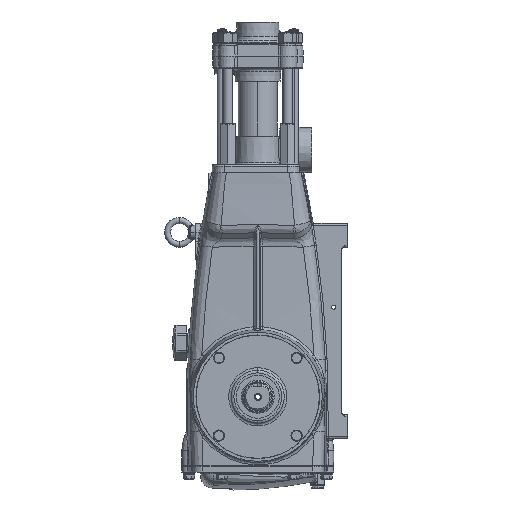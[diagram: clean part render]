
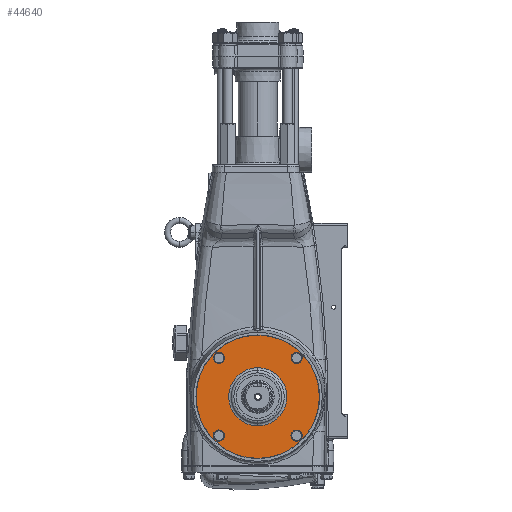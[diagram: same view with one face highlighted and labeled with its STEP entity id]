
A CAD part, left-side view. The second image highlights one B-rep face of the part: STEP entity #44640.
In plain terms, the highlighted planar face has unit normal (-1, 0, 0).
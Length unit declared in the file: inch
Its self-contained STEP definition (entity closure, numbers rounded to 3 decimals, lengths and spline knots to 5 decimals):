
#517 = CARTESIAN_POINT ( 'NONE',  ( -7.44094, -2.56117, 2.56117 ) ) ;
#1611 = DIRECTION ( 'NONE',  ( 0., -1., 0. ) ) ;
#2271 = AXIS2_PLACEMENT_3D ( 'NONE', #62822, #16806, #27166 ) ;
#2666 = EDGE_CURVE ( 'NONE', #83217, #61317, #103869, .T. ) ;
#2700 = CARTESIAN_POINT ( 'NONE',  ( -7.44094, 0., 1.91576 ) ) ;
#3242 = CIRCLE ( 'NONE', #30832, 0.21654 ) ;
#3810 = FACE_OUTER_BOUND ( 'NONE', #9197, .T. ) ;
#4398 = EDGE_CURVE ( 'NONE', #86509, #61909, #97793, .T. ) ;
#9197 = EDGE_LOOP ( 'NONE', ( #49065, #78538 ) ) ;
#9676 = CIRCLE ( 'NONE', #2271, 1.91576 ) ;
#11088 = EDGE_CURVE ( 'NONE', #34828, #110326, #3242, .T. ) ;
#11373 = CARTESIAN_POINT ( 'NONE',  ( -7.44094, -2.34464, -2.56117 ) ) ;
#13005 = CARTESIAN_POINT ( 'NONE',  ( -7.44094, 2.34464, 2.56117 ) ) ;
#13734 = DIRECTION ( 'NONE',  ( 0., 0., 1. ) ) ;
#14168 = EDGE_CURVE ( 'NONE', #71124, #112062, #98754, .T. ) ;
#14360 = EDGE_LOOP ( 'NONE', ( #96516, #113922 ) ) ;
#14865 = DIRECTION ( 'NONE',  ( 0., 1., 0. ) ) ;
#15107 = DIRECTION ( 'NONE',  ( 0., 0., -1. ) ) ;
#15274 = FACE_BOUND ( 'NONE', #36991, .T. ) ;
#15759 = DIRECTION ( 'NONE',  ( 1., 0., 0. ) ) ;
#16806 = DIRECTION ( 'NONE',  ( 1., 0., 0. ) ) ;
#18874 = DIRECTION ( 'NONE',  ( 1., 0., 0. ) ) ;
#23371 = PLANE ( 'NONE',  #96842 ) ;
#23930 = FACE_BOUND ( 'NONE', #34473, .T. ) ;
#25398 = AXIS2_PLACEMENT_3D ( 'NONE', #42543, #44796, #80000 ) ;
#25683 = EDGE_LOOP ( 'NONE', ( #95918, #84756 ) ) ;
#26189 = CIRCLE ( 'NONE', #40904, 1.91576 ) ;
#26923 = DIRECTION ( 'NONE',  ( 0., 0., -1. ) ) ;
#27166 = DIRECTION ( 'NONE',  ( 0., 0., -1. ) ) ;
#29114 = ORIENTED_EDGE ( 'NONE', *, *, #85450, .T. ) ;
#30832 = AXIS2_PLACEMENT_3D ( 'NONE', #102236, #109153, #56649 ) ;
#31825 = CIRCLE ( 'NONE', #35548, 4.05512 ) ;
#33297 = EDGE_LOOP ( 'NONE', ( #77306, #98623 ) ) ;
#34473 = EDGE_LOOP ( 'NONE', ( #29114, #86897 ) ) ;
#34828 = VERTEX_POINT ( 'NONE', #58235 ) ;
#35548 = AXIS2_PLACEMENT_3D ( 'NONE', #59165, #85710, #58038 ) ;
#36991 = EDGE_LOOP ( 'NONE', ( #62363, #93311 ) ) ;
#37340 = AXIS2_PLACEMENT_3D ( 'NONE', #65584, #101349, #13734 ) ;
#37797 = CIRCLE ( 'NONE', #50697, 0.21654 ) ;
#37870 = CARTESIAN_POINT ( 'NONE',  ( -7.44094, 0., -4.05512 ) ) ;
#40748 = CIRCLE ( 'NONE', #42535, 0.21654 ) ;
#40904 = AXIS2_PLACEMENT_3D ( 'NONE', #78206, #71836, #26923 ) ;
#41193 = FACE_BOUND ( 'NONE', #25683, .T. ) ;
#42535 = AXIS2_PLACEMENT_3D ( 'NONE', #517, #103699, #114036 ) ;
#42543 = CARTESIAN_POINT ( 'NONE',  ( -7.44094, -2.56117, -2.56117 ) ) ;
#43289 = DIRECTION ( 'NONE',  ( 1., 0., 0. ) ) ;
#44640 = ADVANCED_FACE ( 'NONE', ( #23930, #41193, #94234, #49265, #15274, #3810 ), #23371, .F. ) ;
#44743 = CIRCLE ( 'NONE', #37340, 4.05512 ) ;
#44796 = DIRECTION ( 'NONE',  ( 1., 0., 0. ) ) ;
#45551 = CARTESIAN_POINT ( 'NONE',  ( -7.44094, 2.56117, -2.34464 ) ) ;
#49065 = ORIENTED_EDGE ( 'NONE', *, *, #57249, .T. ) ;
#49265 = FACE_BOUND ( 'NONE', #33297, .T. ) ;
#50194 = CARTESIAN_POINT ( 'NONE',  ( -7.44094, 2.56117, -2.56117 ) ) ;
#50697 = AXIS2_PLACEMENT_3D ( 'NONE', #99708, #100275, #108919 ) ;
#51117 = VERTEX_POINT ( 'NONE', #112002 ) ;
#52295 = CARTESIAN_POINT ( 'NONE',  ( -7.44094, -2.56117, -2.56117 ) ) ;
#55993 = EDGE_CURVE ( 'NONE', #63948, #75403, #9676, .T. ) ;
#56649 = DIRECTION ( 'NONE',  ( 0., 0., 1. ) ) ;
#57249 = EDGE_CURVE ( 'NONE', #51117, #109950, #31825, .T. ) ;
#57467 = DIRECTION ( 'NONE',  ( 1., 0., 0. ) ) ;
#58038 = DIRECTION ( 'NONE',  ( 0., 0., 1. ) ) ;
#58235 = CARTESIAN_POINT ( 'NONE',  ( -7.44094, -2.56117, 2.34464 ) ) ;
#58471 = CARTESIAN_POINT ( 'NONE',  ( -7.44094, 4.05512, 0. ) ) ;
#59165 = CARTESIAN_POINT ( 'NONE',  ( -7.44094, 0., 0. ) ) ;
#59446 = AXIS2_PLACEMENT_3D ( 'NONE', #50194, #43289, #15107 ) ;
#59509 = CARTESIAN_POINT ( 'NONE',  ( -7.44094, 2.56117, -2.56117 ) ) ;
#61317 = VERTEX_POINT ( 'NONE', #96050 ) ;
#61909 = VERTEX_POINT ( 'NONE', #13005 ) ;
#62330 = CARTESIAN_POINT ( 'NONE',  ( -7.44094, 0., -1.91576 ) ) ;
#62363 = ORIENTED_EDGE ( 'NONE', *, *, #100644, .T. ) ;
#62822 = CARTESIAN_POINT ( 'NONE',  ( -7.44094, 0., 0. ) ) ;
#63948 = VERTEX_POINT ( 'NONE', #2700 ) ;
#65584 = CARTESIAN_POINT ( 'NONE',  ( -7.44094, 0., 0. ) ) ;
#71124 = VERTEX_POINT ( 'NONE', #111725 ) ;
#71836 = DIRECTION ( 'NONE',  ( 1., 0., 0. ) ) ;
#72324 = CIRCLE ( 'NONE', #59446, 0.21654 ) ;
#72903 = AXIS2_PLACEMENT_3D ( 'NONE', #59509, #15759, #76281 ) ;
#75088 = CIRCLE ( 'NONE', #25398, 0.21654 ) ;
#75403 = VERTEX_POINT ( 'NONE', #62330 ) ;
#76281 = DIRECTION ( 'NONE',  ( 0., 0., -1. ) ) ;
#77306 = ORIENTED_EDGE ( 'NONE', *, *, #14168, .T. ) ;
#78206 = CARTESIAN_POINT ( 'NONE',  ( -7.44094, 0., 0. ) ) ;
#78538 = ORIENTED_EDGE ( 'NONE', *, *, #101679, .T. ) ;
#80000 = DIRECTION ( 'NONE',  ( 0., -1., 0. ) ) ;
#83217 = VERTEX_POINT ( 'NONE', #11373 ) ;
#84756 = ORIENTED_EDGE ( 'NONE', *, *, #11088, .T. ) ;
#85450 = EDGE_CURVE ( 'NONE', #61317, #83217, #75088, .T. ) ;
#85710 = DIRECTION ( 'NONE',  ( -1., 0., 0. ) ) ;
#86509 = VERTEX_POINT ( 'NONE', #101140 ) ;
#86897 = ORIENTED_EDGE ( 'NONE', *, *, #2666, .T. ) ;
#88588 = AXIS2_PLACEMENT_3D ( 'NONE', #109407, #57467, #14865 ) ;
#92533 = DIRECTION ( 'NONE',  ( 1., 0., 0. ) ) ;
#93311 = ORIENTED_EDGE ( 'NONE', *, *, #55993, .T. ) ;
#94234 = FACE_BOUND ( 'NONE', #14360, .T. ) ;
#95918 = ORIENTED_EDGE ( 'NONE', *, *, #98383, .T. ) ;
#96050 = CARTESIAN_POINT ( 'NONE',  ( -7.44094, -2.77771, -2.56117 ) ) ;
#96516 = ORIENTED_EDGE ( 'NONE', *, *, #4398, .T. ) ;
#96546 = AXIS2_PLACEMENT_3D ( 'NONE', #52295, #18874, #1611 ) ;
#96842 = AXIS2_PLACEMENT_3D ( 'NONE', #58471, #92533, #101196 ) ;
#97793 = CIRCLE ( 'NONE', #88588, 0.21654 ) ;
#98383 = EDGE_CURVE ( 'NONE', #110326, #34828, #40748, .T. ) ;
#98623 = ORIENTED_EDGE ( 'NONE', *, *, #102156, .T. ) ;
#98754 = CIRCLE ( 'NONE', #72903, 0.21654 ) ;
#99708 = CARTESIAN_POINT ( 'NONE',  ( -7.44094, 2.56117, 2.56117 ) ) ;
#100275 = DIRECTION ( 'NONE',  ( 1., 0., 0. ) ) ;
#100644 = EDGE_CURVE ( 'NONE', #75403, #63948, #26189, .T. ) ;
#101140 = CARTESIAN_POINT ( 'NONE',  ( -7.44094, 2.77771, 2.56117 ) ) ;
#101196 = DIRECTION ( 'NONE',  ( 0., 0., -1. ) ) ;
#101349 = DIRECTION ( 'NONE',  ( -1., 0., 0. ) ) ;
#101679 = EDGE_CURVE ( 'NONE', #109950, #51117, #44743, .T. ) ;
#102156 = EDGE_CURVE ( 'NONE', #112062, #71124, #72324, .T. ) ;
#102236 = CARTESIAN_POINT ( 'NONE',  ( -7.44094, -2.56117, 2.56117 ) ) ;
#103699 = DIRECTION ( 'NONE',  ( 1., 0., 0. ) ) ;
#103869 = CIRCLE ( 'NONE', #96546, 0.21654 ) ;
#105259 = CARTESIAN_POINT ( 'NONE',  ( -7.44094, -2.56117, 2.77771 ) ) ;
#108919 = DIRECTION ( 'NONE',  ( 0., 1., 0. ) ) ;
#109153 = DIRECTION ( 'NONE',  ( 1., 0., 0. ) ) ;
#109407 = CARTESIAN_POINT ( 'NONE',  ( -7.44094, 2.56117, 2.56117 ) ) ;
#109555 = EDGE_CURVE ( 'NONE', #61909, #86509, #37797, .T. ) ;
#109950 = VERTEX_POINT ( 'NONE', #37870 ) ;
#110326 = VERTEX_POINT ( 'NONE', #105259 ) ;
#111725 = CARTESIAN_POINT ( 'NONE',  ( -7.44094, 2.56117, -2.77771 ) ) ;
#112002 = CARTESIAN_POINT ( 'NONE',  ( -7.44094, 0., 4.05512 ) ) ;
#112062 = VERTEX_POINT ( 'NONE', #45551 ) ;
#113922 = ORIENTED_EDGE ( 'NONE', *, *, #109555, .T. ) ;
#114036 = DIRECTION ( 'NONE',  ( 0., 0., 1. ) ) ;
